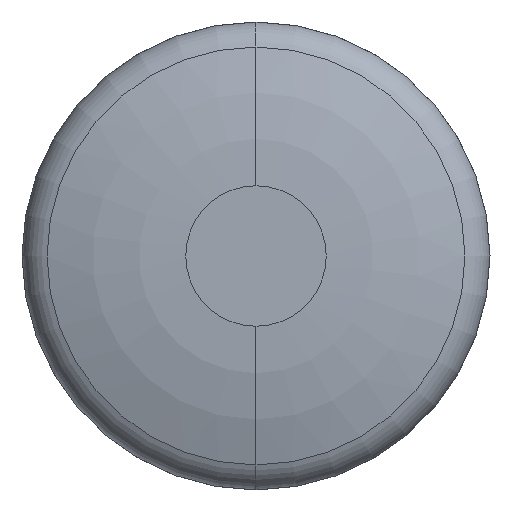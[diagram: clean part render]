
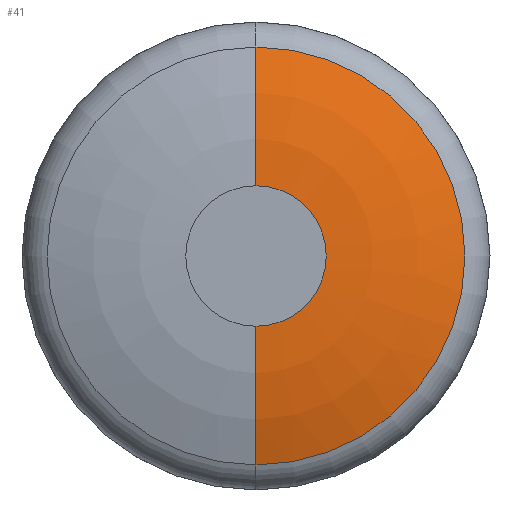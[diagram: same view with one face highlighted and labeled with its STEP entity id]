
A CAD part, front view. The second image highlights one B-rep face of the part: STEP entity #41.
In plain terms, the highlighted toroidal (fillet/blend) face has major radius 1.2 mm and minor radius 7.2 mm.
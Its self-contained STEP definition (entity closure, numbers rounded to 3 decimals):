
#3 = CARTESIAN_POINT ( 'NONE',  ( 0., 0.401, -3.571 ) ) ;
#9 = EDGE_LOOP ( 'NONE', ( #237, #186, #189, #472 ) ) ;
#24 = AXIS2_PLACEMENT_3D ( 'NONE', #368, #39, #541 ) ;
#37 = FACE_OUTER_BOUND ( 'NONE', #9, .T. ) ;
#39 = DIRECTION ( 'NONE',  ( 1., 0., 0. ) ) ;
#41 = ADVANCED_FACE ( 'NONE', ( #37 ), #46, .T. ) ;
#46 = TOROIDAL_SURFACE ( 'NONE', #102, 1.2, 7.2 ) ;
#72 = CARTESIAN_POINT ( 'NONE',  ( 0., 0., 0. ) ) ;
#78 = VERTEX_POINT ( 'NONE', #84 ) ;
#84 = CARTESIAN_POINT ( 'NONE',  ( 0., 0.401, 3.571 ) ) ;
#93 = DIRECTION ( 'NONE',  ( 0., 0., -1. ) ) ;
#102 = AXIS2_PLACEMENT_3D ( 'NONE', #330, #280, #504 ) ;
#122 = CARTESIAN_POINT ( 'NONE',  ( 0., 0., -1.2 ) ) ;
#139 = CIRCLE ( 'NONE', #205, 7.2 ) ;
#153 = VERTEX_POINT ( 'NONE', #3 ) ;
#162 = VERTEX_POINT ( 'NONE', #303 ) ;
#186 = ORIENTED_EDGE ( 'NONE', *, *, #358, .T. ) ;
#189 = ORIENTED_EDGE ( 'NONE', *, *, #517, .F. ) ;
#205 = AXIS2_PLACEMENT_3D ( 'NONE', #353, #272, #362 ) ;
#222 = AXIS2_PLACEMENT_3D ( 'NONE', #551, #249, #325 ) ;
#237 = ORIENTED_EDGE ( 'NONE', *, *, #549, .T. ) ;
#249 = DIRECTION ( 'NONE',  ( 0., -1., 0. ) ) ;
#272 = DIRECTION ( 'NONE',  ( -1., 0., 0. ) ) ;
#280 = DIRECTION ( 'NONE',  ( 0., -1., 0. ) ) ;
#290 = EDGE_CURVE ( 'NONE', #153, #384, #139, .T. ) ;
#303 = CARTESIAN_POINT ( 'NONE',  ( 0., 0., 1.2 ) ) ;
#325 = DIRECTION ( 'NONE',  ( 0., 0., -1. ) ) ;
#330 = CARTESIAN_POINT ( 'NONE',  ( 0., 7.2, 0. ) ) ;
#337 = DIRECTION ( 'NONE',  ( 0., -1., 0. ) ) ;
#341 = CIRCLE ( 'NONE', #222, 3.571 ) ;
#353 = CARTESIAN_POINT ( 'NONE',  ( 0., 7.2, -1.2 ) ) ;
#358 = EDGE_CURVE ( 'NONE', #78, #162, #468, .T. ) ;
#362 = DIRECTION ( 'NONE',  ( 0., 0., 1. ) ) ;
#368 = CARTESIAN_POINT ( 'NONE',  ( 0., 7.2, 1.2 ) ) ;
#384 = VERTEX_POINT ( 'NONE', #122 ) ;
#426 = AXIS2_PLACEMENT_3D ( 'NONE', #72, #337, #93 ) ;
#461 = CIRCLE ( 'NONE', #426, 1.2 ) ;
#468 = CIRCLE ( 'NONE', #24, 7.2 ) ;
#472 = ORIENTED_EDGE ( 'NONE', *, *, #290, .F. ) ;
#504 = DIRECTION ( 'NONE',  ( 0., 0., -1. ) ) ;
#517 = EDGE_CURVE ( 'NONE', #384, #162, #461, .T. ) ;
#541 = DIRECTION ( 'NONE',  ( 0., 0., -1. ) ) ;
#549 = EDGE_CURVE ( 'NONE', #153, #78, #341, .T. ) ;
#551 = CARTESIAN_POINT ( 'NONE',  ( 0., 0.401, 0. ) ) ;
